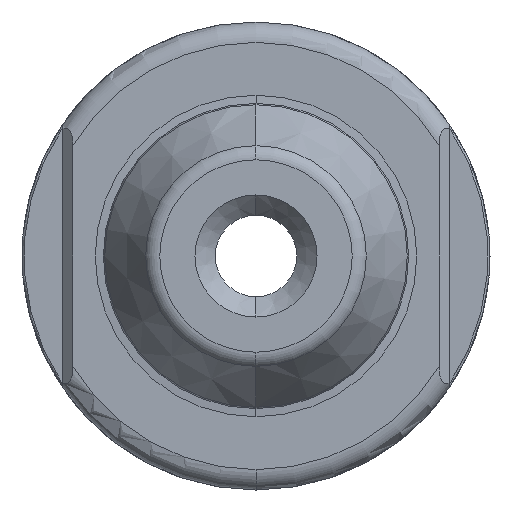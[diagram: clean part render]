
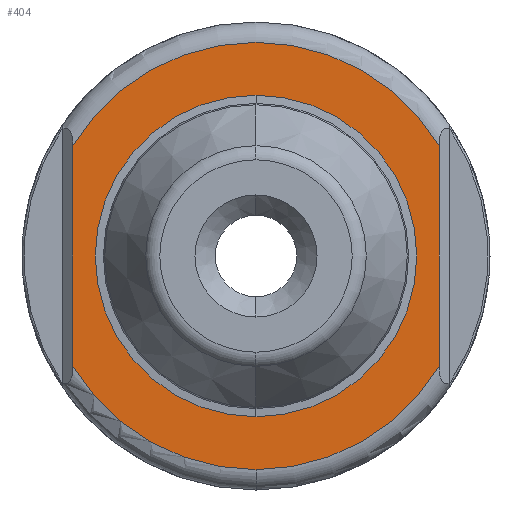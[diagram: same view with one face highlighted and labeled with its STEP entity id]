
A CAD part, left-side view. The second image highlights one B-rep face of the part: STEP entity #404.
In plain terms, the highlighted planar face has unit normal (-1, 0, 0).
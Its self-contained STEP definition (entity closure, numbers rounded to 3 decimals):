
#8 = CARTESIAN_POINT ( 'NONE',  ( 29., 0., 0. ) ) ;
#53 = CARTESIAN_POINT ( 'NONE',  ( 29., 9., -11.5 ) ) ;
#111 = ORIENTED_EDGE ( 'NONE', *, *, #3543, .T. ) ;
#212 = DIRECTION ( 'NONE',  ( -1., 0., 0. ) ) ;
#271 = CARTESIAN_POINT ( 'NONE',  ( 29., 0., 0. ) ) ;
#404 = ADVANCED_FACE ( 'NONE', ( #3852, #1888 ), #3249, .F. ) ;
#453 = CARTESIAN_POINT ( 'NONE',  ( 29., -9., -11.5 ) ) ;
#462 = CARTESIAN_POINT ( 'NONE',  ( 29., 9., 5.408 ) ) ;
#602 = EDGE_CURVE ( 'NONE', #2643, #1028, #2072, .T. ) ;
#667 = AXIS2_PLACEMENT_3D ( 'NONE', #8, #2102, #2158 ) ;
#674 = DIRECTION ( 'NONE',  ( 0., 0., -1. ) ) ;
#708 = CARTESIAN_POINT ( 'NONE',  ( 29., 0., -7.9 ) ) ;
#767 = EDGE_CURVE ( 'NONE', #1028, #2643, #1832, .T. ) ;
#833 = CARTESIAN_POINT ( 'NONE',  ( 29., 0., 0. ) ) ;
#848 = DIRECTION ( 'NONE',  ( -1., 0., 0. ) ) ;
#858 = DIRECTION ( 'NONE',  ( 0., 0., 1. ) ) ;
#863 = DIRECTION ( 'NONE',  ( 0., 0., -1. ) ) ;
#873 = DIRECTION ( 'NONE',  ( 0., 0., -1. ) ) ;
#886 = EDGE_CURVE ( 'NONE', #3947, #2415, #4045, .T. ) ;
#1015 = ORIENTED_EDGE ( 'NONE', *, *, #4522, .T. ) ;
#1028 = VERTEX_POINT ( 'NONE', #1607 ) ;
#1491 = CARTESIAN_POINT ( 'NONE',  ( 29., -9., 5.408 ) ) ;
#1556 = VERTEX_POINT ( 'NONE', #2154 ) ;
#1581 = CARTESIAN_POINT ( 'NONE',  ( 29., 0., 0. ) ) ;
#1583 = DIRECTION ( 'NONE',  ( -1., 0., 0. ) ) ;
#1607 = CARTESIAN_POINT ( 'NONE',  ( 29., 0., 7.9 ) ) ;
#1628 = DIRECTION ( 'NONE',  ( 0., 0., 1. ) ) ;
#1773 = LINE ( 'NONE', #453, #4775 ) ;
#1832 = CIRCLE ( 'NONE', #2255, 7.9 ) ;
#1837 = ORIENTED_EDGE ( 'NONE', *, *, #3081, .T. ) ;
#1857 = EDGE_LOOP ( 'NONE', ( #3325, #4024 ) ) ;
#1881 = CARTESIAN_POINT ( 'NONE',  ( 29., -9., -5.408 ) ) ;
#1888 = FACE_BOUND ( 'NONE', #1857, .T. ) ;
#1989 = VECTOR ( 'NONE', #863, 1000. ) ;
#2072 = CIRCLE ( 'NONE', #667, 7.9 ) ;
#2102 = DIRECTION ( 'NONE',  ( -1., 0., 0. ) ) ;
#2154 = CARTESIAN_POINT ( 'NONE',  ( 29., 9., -5.408 ) ) ;
#2158 = DIRECTION ( 'NONE',  ( 0., 0., 1. ) ) ;
#2207 = ORIENTED_EDGE ( 'NONE', *, *, #886, .T. ) ;
#2255 = AXIS2_PLACEMENT_3D ( 'NONE', #1581, #1583, #1628 ) ;
#2415 = VERTEX_POINT ( 'NONE', #462 ) ;
#2578 = CARTESIAN_POINT ( 'NONE',  ( 29., 0., 0. ) ) ;
#2608 = AXIS2_PLACEMENT_3D ( 'NONE', #3592, #3216, #3199 ) ;
#2643 = VERTEX_POINT ( 'NONE', #708 ) ;
#2659 = AXIS2_PLACEMENT_3D ( 'NONE', #271, #3031, #674 ) ;
#2694 = VERTEX_POINT ( 'NONE', #1881 ) ;
#2838 = CIRCLE ( 'NONE', #4660, 10.5 ) ;
#2972 = DIRECTION ( 'NONE',  ( 0., 0., -1. ) ) ;
#2986 = CIRCLE ( 'NONE', #2659, 10.5 ) ;
#3031 = DIRECTION ( 'NONE',  ( -1., 0., 0. ) ) ;
#3081 = EDGE_CURVE ( 'NONE', #2694, #3947, #1773, .T. ) ;
#3199 = DIRECTION ( 'NONE',  ( 0., 0., -1. ) ) ;
#3205 = VERTEX_POINT ( 'NONE', #3658 ) ;
#3216 = DIRECTION ( 'NONE',  ( 1., 0., 0. ) ) ;
#3249 = PLANE ( 'NONE',  #2608 ) ;
#3325 = ORIENTED_EDGE ( 'NONE', *, *, #767, .F. ) ;
#3543 = EDGE_CURVE ( 'NONE', #1556, #3205, #2986, .T. ) ;
#3592 = CARTESIAN_POINT ( 'NONE',  ( 29., 0., -11.5 ) ) ;
#3658 = CARTESIAN_POINT ( 'NONE',  ( 29., 0., -10.5 ) ) ;
#3852 = FACE_OUTER_BOUND ( 'NONE', #4436, .T. ) ;
#3947 = VERTEX_POINT ( 'NONE', #1491 ) ;
#4024 = ORIENTED_EDGE ( 'NONE', *, *, #602, .F. ) ;
#4045 = CIRCLE ( 'NONE', #4236, 10.5 ) ;
#4046 = EDGE_CURVE ( 'NONE', #2415, #1556, #4077, .T. ) ;
#4077 = LINE ( 'NONE', #53, #1989 ) ;
#4236 = AXIS2_PLACEMENT_3D ( 'NONE', #833, #848, #873 ) ;
#4436 = EDGE_LOOP ( 'NONE', ( #111, #1015, #1837, #2207, #4848 ) ) ;
#4522 = EDGE_CURVE ( 'NONE', #3205, #2694, #2838, .T. ) ;
#4660 = AXIS2_PLACEMENT_3D ( 'NONE', #2578, #212, #2972 ) ;
#4775 = VECTOR ( 'NONE', #858, 1000. ) ;
#4848 = ORIENTED_EDGE ( 'NONE', *, *, #4046, .T. ) ;
